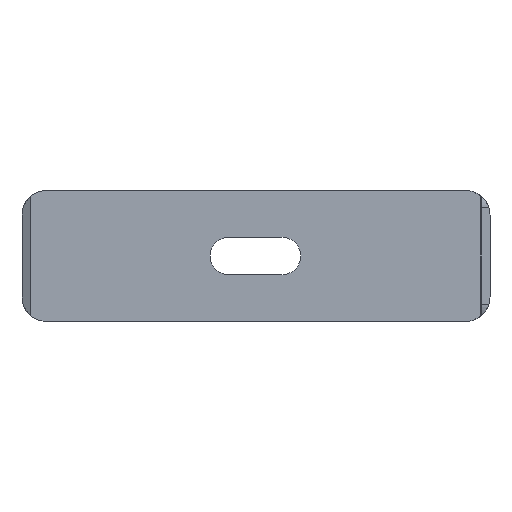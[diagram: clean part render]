
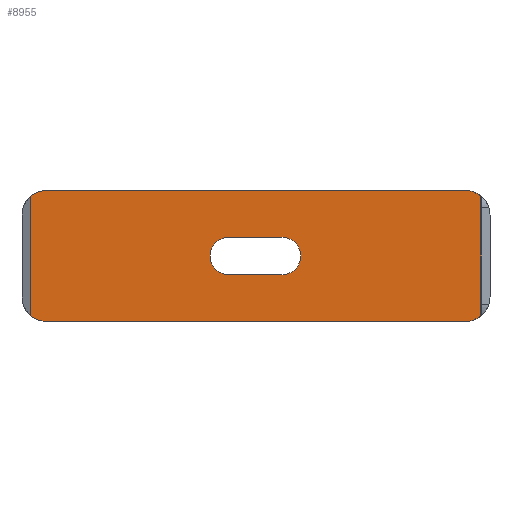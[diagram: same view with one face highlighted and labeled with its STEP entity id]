
A CAD part, front view. The second image highlights one B-rep face of the part: STEP entity #8955.
In plain terms, the highlighted planar face has unit normal (0, -1, 0).
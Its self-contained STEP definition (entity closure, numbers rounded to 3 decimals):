
#2=DIRECTION('',(1.,0.,0.));
#3=VECTOR('',#2,6.5);
#4=CARTESIAN_POINT('',(23.034,0.,18.2));
#5=LINE('',#4,#3);
#6=DIRECTION('',(-1.,0.,0.));
#7=VECTOR('',#6,6.5);
#8=CARTESIAN_POINT('',(29.534,0.,22.8));
#9=LINE('',#8,#7);
#10=CARTESIAN_POINT('',(51.985,0.,25.5));
#11=DIRECTION('',(0.,-1.,0.));
#12=DIRECTION('',(0.617,0.,0.787));
#13=AXIS2_PLACEMENT_3D('',#10,#11,#12);
#15=DIRECTION('',(0.,0.,1.));
#16=VECTOR('',#15,14.723);
#17=CARTESIAN_POINT('',(53.835,0.,13.138));
#18=LINE('',#17,#16);
#19=CARTESIAN_POINT('',(51.985,0.,15.5));
#20=DIRECTION('',(0.,-1.,0.));
#21=DIRECTION('',(0.,0.,-1.));
#22=AXIS2_PLACEMENT_3D('',#19,#20,#21);
#24=CARTESIAN_POINT('',(0.733,0.,15.5));
#25=DIRECTION('',(0.,-1.,0.));
#26=DIRECTION('',(-0.65,0.,-0.76));
#27=AXIS2_PLACEMENT_3D('',#24,#25,#26);
#29=CARTESIAN_POINT('',(0.733,0.,25.5));
#30=DIRECTION('',(0.,-1.,0.));
#31=DIRECTION('',(0.,0.,1.));
#32=AXIS2_PLACEMENT_3D('',#29,#30,#31);
#47=CARTESIAN_POINT('',(29.534,0.,20.5));
#48=DIRECTION('',(0.,1.,0.));
#49=DIRECTION('',(0.,0.,1.));
#50=AXIS2_PLACEMENT_3D('',#47,#48,#49);
#3402=DIRECTION('',(-1.,0.,0.));
#3403=VECTOR('',#3402,51.252);
#3404=CARTESIAN_POINT('',(51.985,0.,28.5));
#3405=LINE('',#3404,#3403);
#3537=DIRECTION('',(0.,0.,1.));
#3538=VECTOR('',#3537,14.56);
#3539=CARTESIAN_POINT('',(-1.217,0.,13.22));
#3540=LINE('',#3539,#3538);
#3545=DIRECTION('',(1.,0.,0.));
#3546=VECTOR('',#3545,51.252);
#3547=CARTESIAN_POINT('',(0.733,0.,12.5));
#3548=LINE('',#3547,#3546);
#7225=CARTESIAN_POINT('',(23.034,0.,20.5));
#7226=DIRECTION('',(0.,1.,0.));
#7227=DIRECTION('',(0.,0.,-1.));
#7228=AXIS2_PLACEMENT_3D('',#7225,#7226,#7227);
#7230=CARTESIAN_POINT('',(-1.217,0.,13.22));
#7232=VERTEX_POINT('',#7230);
#7234=CARTESIAN_POINT('',(0.733,0.,12.5));
#7235=VERTEX_POINT('',#7234);
#7283=CARTESIAN_POINT('',(0.733,0.,28.5));
#7285=VERTEX_POINT('',#7283);
#7287=CARTESIAN_POINT('',(-1.217,0.,27.78));
#7288=VERTEX_POINT('',#7287);
#7469=CARTESIAN_POINT('',(51.985,0.,28.5));
#7470=VERTEX_POINT('',#7469);
#7780=CARTESIAN_POINT('',(53.835,0.,
27.862));
#7781=VERTEX_POINT('',#7780);
#7782=CARTESIAN_POINT('',(53.835,0.,
13.138));
#7783=VERTEX_POINT('',#7782);
#7784=CARTESIAN_POINT('',(51.985,0.,12.5));
#7785=VERTEX_POINT('',#7784);
#8744=CARTESIAN_POINT('',(23.034,0.,18.2));
#8745=CARTESIAN_POINT('',(29.534,0.,18.2));
#8746=VERTEX_POINT('',#8744);
#8747=VERTEX_POINT('',#8745);
#8748=CARTESIAN_POINT('',(29.534,0.,22.8));
#8749=CARTESIAN_POINT('',(23.034,0.,22.8));
#8750=VERTEX_POINT('',#8748);
#8751=VERTEX_POINT('',#8749);
#8922=CARTESIAN_POINT('',(1.456,0.,10.719));
#8923=DIRECTION('',(0.,-1.,0.));
#8924=DIRECTION('',(-1.,0.,0.));
#8925=AXIS2_PLACEMENT_3D('',#8922,#8923,#8924);
#8926=PLANE('',#8925);
#8928=ORIENTED_EDGE('',*,*,#8927,.F.);
#8930=ORIENTED_EDGE('',*,*,#8929,.F.);
#8932=ORIENTED_EDGE('',*,*,#8931,.F.);
#8934=ORIENTED_EDGE('',*,*,#8933,.F.);
#8936=ORIENTED_EDGE('',*,*,#8935,.F.);
#8938=ORIENTED_EDGE('',*,*,#8937,.F.);
#8940=ORIENTED_EDGE('',*,*,#8939,.T.);
#8942=ORIENTED_EDGE('',*,*,#8941,.F.);
#8943=EDGE_LOOP('',(#8928,#8930,#8932,#8934,#8936,#8938,#8940,#8942));
#8944=FACE_OUTER_BOUND('',#8943,.F.);
#8946=ORIENTED_EDGE('',*,*,#8945,.T.);
#8948=ORIENTED_EDGE('',*,*,#8947,.F.);
#8950=ORIENTED_EDGE('',*,*,#8949,.T.);
#8952=ORIENTED_EDGE('',*,*,#8951,.F.);
#8953=EDGE_LOOP('',(#8946,#8948,#8950,#8952));
#8954=FACE_BOUND('',#8953,.F.);
#8955=ADVANCED_FACE('',(#8944,#8954),#8926,.T.);
#14=CIRCLE('',#13,3.);
#23=CIRCLE('',#22,3.);
#28=CIRCLE('',#27,3.);
#33=CIRCLE('',#32,3.);
#51=CIRCLE('',#50,2.3);
#7229=CIRCLE('',#7228,2.3);
#8927=EDGE_CURVE('',#7470,#7285,#3405,.T.);
#8929=EDGE_CURVE('',#7781,#7470,#14,.T.);
#8931=EDGE_CURVE('',#7783,#7781,#18,.T.);
#8933=EDGE_CURVE('',#7785,#7783,#23,.T.);
#8935=EDGE_CURVE('',#7235,#7785,#3548,.T.);
#8937=EDGE_CURVE('',#7232,#7235,#28,.T.);
#8939=EDGE_CURVE('',#7232,#7288,#3540,.T.);
#8941=EDGE_CURVE('',#7285,#7288,#33,.T.);
#8945=EDGE_CURVE('',#8746,#8747,#5,.T.);
#8947=EDGE_CURVE('',#8750,#8747,#51,.T.);
#8949=EDGE_CURVE('',#8750,#8751,#9,.T.);
#8951=EDGE_CURVE('',#8746,#8751,#7229,.T.);
